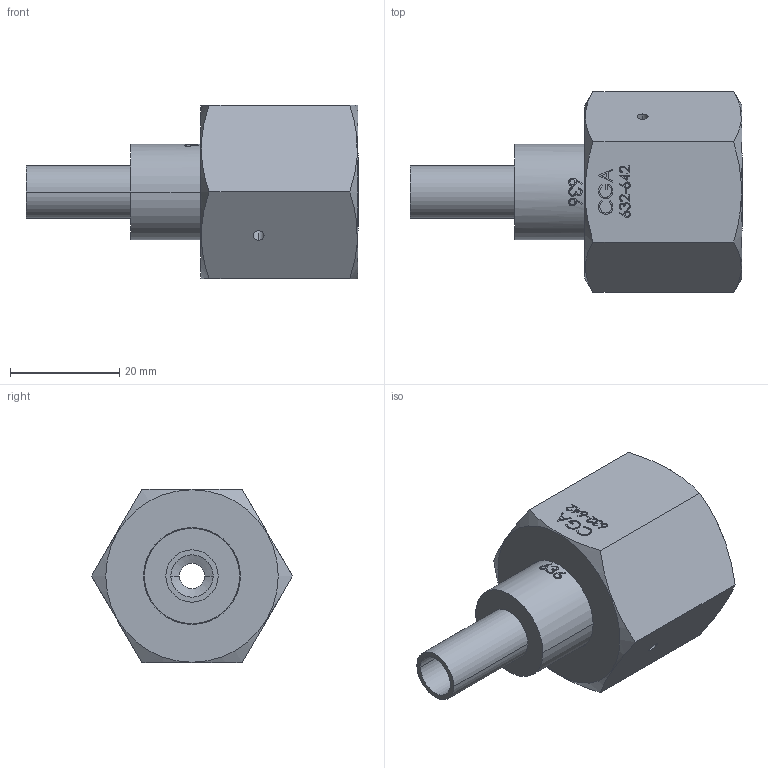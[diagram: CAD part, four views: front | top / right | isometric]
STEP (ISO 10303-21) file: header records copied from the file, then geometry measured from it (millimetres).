
FILE_DESCRIPTION (( 'STEP AP203' ), '1' );
FILE_NAME ('INL-636SS-6TS-N.STEP', '2025-01-16T16:16:07', ( '' ), ( '' ), 'SwSTEP 2.0', 'SolidWorks 2018', '' );
FILE_SCHEMA (( 'CONFIG_CONTROL_DESIGN' ));
Length unit declared in the file: inch
Products named in the file (6): ASY-000751; PRT-003410; PRT-001176; PRT-000988; PRT-002742; INL-636SS-6TS-N
Assembly tree (5 placements, depth 3):
  INL-636SS-6TS-N
    PRT-003410
    PRT-000988
    ASY-000751
      PRT-001176
      PRT-002742
Bounding box: 60.65 x 36.66 x 31.75 mm (x, y, z)
Volume: 23554.2 mm3; surface area: 12535.2 mm2
Topology: 4 solids, 4 shells, 303 faces, 1057 edges, 809 vertices
Faces by surface type: plane 102, cylinder 78, bspline 67, cone 32, torus 24
Entity records: 22249 total; most frequent: CARTESIAN_POINT 13213, ORIENTED_EDGE 2114, DIRECTION 1244, EDGE_CURVE 1057, VERTEX_POINT 809, B_SPLINE_CURVE_WITH_KNOTS 503, AXIS2_PLACEMENT_3D 445, EDGE_LOOP 360
